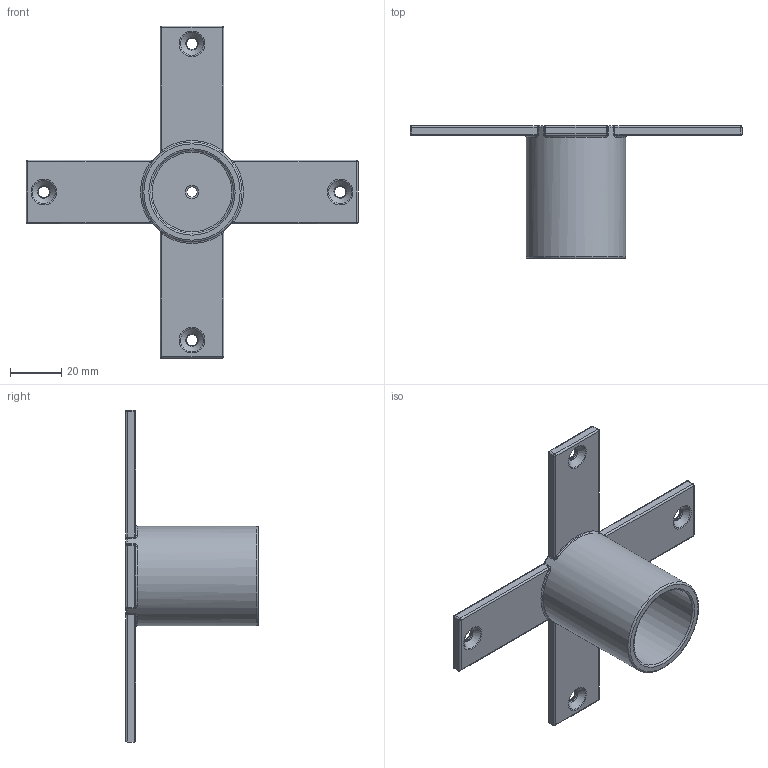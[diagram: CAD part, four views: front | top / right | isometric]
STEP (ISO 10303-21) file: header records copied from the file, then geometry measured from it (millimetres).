
FILE_DESCRIPTION(/* description */ (''),/* implementation_level */ '2;1');
FILE_NAME(/* name */ 'Hummelhotel_Stecken_v1.step',/* time_stamp */ '2025-03-29T15:30:42+01:00',/* author */ (''),/* organization */ (''),/* preprocessor_version */ 'ST-DEVELOPER v20.1',/* originating_system */ 'Autodesk Translation Framework v14.4.0.0',/* authorisation */ '');
FILE_SCHEMA (('AUTOMOTIVE_DESIGN { 1 0 10303 214 3 1 1 }'));
Length unit declared in the file: millimetre
Products named in the file (1): Hummelhotel_Stecken
Bounding box: 130 x 52 x 130 mm (x, y, z)
Volume: 41053.8 mm3; surface area: 25401.8 mm2
Topology: 5 solids, 5 shells, 154 faces, 355 edges, 212 vertices
Faces by surface type: cylinder 53, plane 43, torus 33, sphere 12, bspline 8, cone 5
Full cylindrical faces by diameter (mm): 4 x1, 4.5 x4, 32.5 x1, 39 x1
Entity records: 4665 total; most frequent: CARTESIAN_POINT 1034, DIRECTION 826, ORIENTED_EDGE 710, EDGE_CURVE 355, AXIS2_PLACEMENT_3D 340, VERTEX_POINT 212, CIRCLE 189, EDGE_LOOP 165
